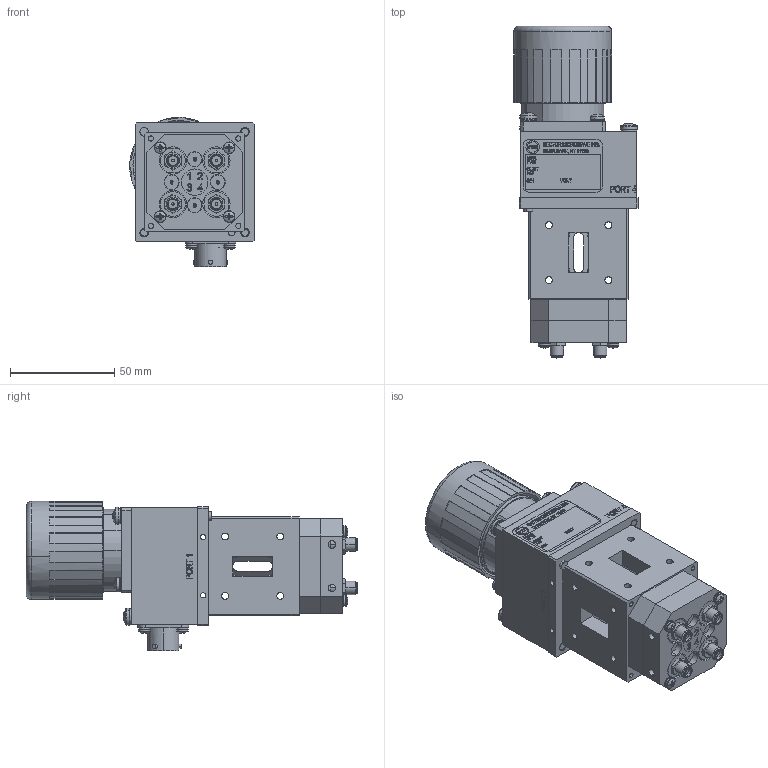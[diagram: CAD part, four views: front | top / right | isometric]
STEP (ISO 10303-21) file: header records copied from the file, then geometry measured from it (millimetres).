
FILE_DESCRIPTION (( 'STEP AP203' ), '1' );
FILE_NAME ('75SAPMS.STEP', '2023-09-05T14:53:24', ( '' ), ( '' ), 'SwSTEP 2.0', 'SolidWorks 2023', '' );
FILE_SCHEMA (( 'CONFIG_CONTROL_DESIGN' ));
Length unit declared in the file: inch
Products named in the file (1): 75SAPMS
Bounding box: 59.68 x 159.08 x 71.57 mm (x, y, z)
Surface area: 55495.4 mm2 (no closed solid volume)
Topology: 0 solids, 168 shells, 865 faces, 4246 edges, 3539 vertices
Faces by surface type: plane 510, cylinder 229, torus 47, cone 43, sphere 30, bspline 6
Entity records: 54726 total; most frequent: CARTESIAN_POINT 22433, DIRECTION 6162, ORIENTED_EDGE 5691, EDGE_CURVE 4246, VERTEX_POINT 3539, LINE 2246, VECTOR 2246, AXIS2_PLACEMENT_3D 1958
